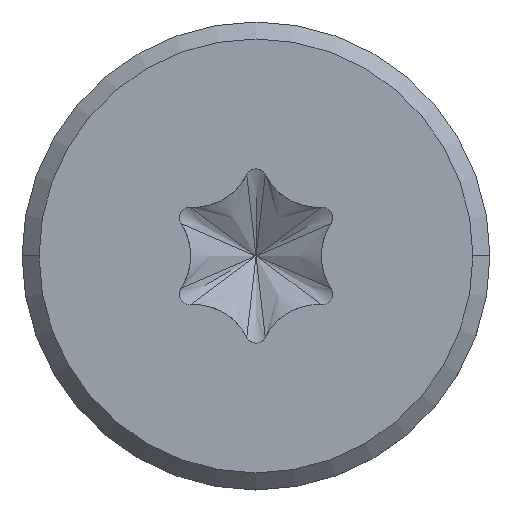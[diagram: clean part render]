
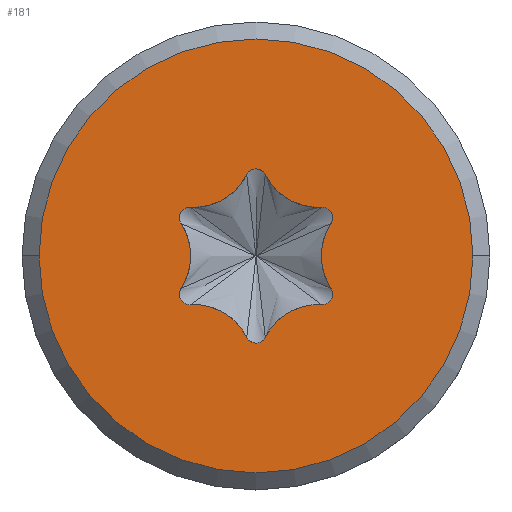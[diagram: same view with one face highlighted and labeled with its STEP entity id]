
A CAD part, top view. The second image highlights one B-rep face of the part: STEP entity #181.
In plain terms, the highlighted planar face has unit normal (0, 0, 1).
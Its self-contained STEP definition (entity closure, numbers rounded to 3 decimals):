
#36=FACE_BOUND('',#369,.T.);
#37=FACE_BOUND('',#370,.T.);
#181=ADVANCED_FACE('',(#36,#37),#221,.F.);
#221=PLANE('',#1630);
#369=EDGE_LOOP('',(#939,#940));
#370=EDGE_LOOP('',(#941,#942,#943,#944,#945,#946,#947,#948,#949,#950,#951,
#952));
#939=ORIENTED_EDGE('',*,*,#1464,.F.);
#940=ORIENTED_EDGE('',*,*,#1462,.T.);
#941=ORIENTED_EDGE('',*,*,#1465,.T.);
#942=ORIENTED_EDGE('',*,*,#1466,.F.);
#943=ORIENTED_EDGE('',*,*,#1467,.T.);
#944=ORIENTED_EDGE('',*,*,#1468,.F.);
#945=ORIENTED_EDGE('',*,*,#1469,.T.);
#946=ORIENTED_EDGE('',*,*,#1470,.F.);
#947=ORIENTED_EDGE('',*,*,#1471,.T.);
#948=ORIENTED_EDGE('',*,*,#1472,.F.);
#949=ORIENTED_EDGE('',*,*,#1473,.T.);
#950=ORIENTED_EDGE('',*,*,#1474,.F.);
#951=ORIENTED_EDGE('',*,*,#1475,.T.);
#952=ORIENTED_EDGE('',*,*,#1476,.F.);
#1264=VERTEX_POINT('',#5147);
#1265=VERTEX_POINT('',#5149);
#1266=VERTEX_POINT('',#5155);
#1267=VERTEX_POINT('',#5156);
#1268=VERTEX_POINT('',#5158);
#1269=VERTEX_POINT('',#5160);
#1270=VERTEX_POINT('',#5162);
#1271=VERTEX_POINT('',#5164);
#1272=VERTEX_POINT('',#5166);
#1273=VERTEX_POINT('',#5168);
#1274=VERTEX_POINT('',#5170);
#1275=VERTEX_POINT('',#5172);
#1276=VERTEX_POINT('',#5174);
#1277=VERTEX_POINT('',#5176);
#1462=EDGE_CURVE('',#1265,#1264,#1536,.T.);
#1464=EDGE_CURVE('',#1265,#1264,#1537,.T.);
#1465=EDGE_CURVE('',#1266,#1267,#1538,.T.);
#1466=EDGE_CURVE('',#1268,#1267,#1539,.T.);
#1467=EDGE_CURVE('',#1268,#1269,#1540,.T.);
#1468=EDGE_CURVE('',#1270,#1269,#1541,.T.);
#1469=EDGE_CURVE('',#1270,#1271,#1542,.T.);
#1470=EDGE_CURVE('',#1272,#1271,#1543,.T.);
#1471=EDGE_CURVE('',#1272,#1273,#1544,.T.);
#1472=EDGE_CURVE('',#1274,#1273,#1545,.T.);
#1473=EDGE_CURVE('',#1274,#1275,#1546,.T.);
#1474=EDGE_CURVE('',#1276,#1275,#1547,.T.);
#1475=EDGE_CURVE('',#1276,#1277,#1548,.T.);
#1476=EDGE_CURVE('',#1266,#1277,#1549,.T.);
#1536=CIRCLE('',#1614,2.55);
#1537=CIRCLE('',#1616,2.55);
#1538=CIRCLE('',#1618,0.696);
#1539=CIRCLE('',#1619,0.122);
#1540=CIRCLE('',#1620,0.696);
#1541=CIRCLE('',#1621,0.122);
#1542=CIRCLE('',#1622,0.696);
#1543=CIRCLE('',#1623,0.122);
#1544=CIRCLE('',#1624,0.696);
#1545=CIRCLE('',#1625,0.122);
#1546=CIRCLE('',#1626,0.696);
#1547=CIRCLE('',#1627,0.122);
#1548=CIRCLE('',#1628,0.696);
#1549=CIRCLE('',#1629,0.122);
#1614=AXIS2_PLACEMENT_3D('',#5148,#1824,#1825);
#1616=AXIS2_PLACEMENT_3D('',#5152,#1829,#1830);
#1618=AXIS2_PLACEMENT_3D('',#5154,#1833,#1834);
#1619=AXIS2_PLACEMENT_3D('',#5157,#1835,#1836);
#1620=AXIS2_PLACEMENT_3D('',#5159,#1837,#1838);
#1621=AXIS2_PLACEMENT_3D('',#5161,#1839,#1840);
#1622=AXIS2_PLACEMENT_3D('',#5163,#1841,#1842);
#1623=AXIS2_PLACEMENT_3D('',#5165,#1843,#1844);
#1624=AXIS2_PLACEMENT_3D('',#5167,#1845,#1846);
#1625=AXIS2_PLACEMENT_3D('',#5169,#1847,#1848);
#1626=AXIS2_PLACEMENT_3D('',#5171,#1849,#1850);
#1627=AXIS2_PLACEMENT_3D('',#5173,#1851,#1852);
#1628=AXIS2_PLACEMENT_3D('',#5175,#1853,#1854);
#1629=AXIS2_PLACEMENT_3D('',#5177,#1855,#1856);
#1630=AXIS2_PLACEMENT_3D('',#5178,#1857,#1858);
#1824=DIRECTION('',(0.,0.,1.));
#1825=DIRECTION('',(-1.,0.,0.));
#1829=DIRECTION('',(0.,0.,-1.));
#1830=DIRECTION('',(-1.,0.,0.));
#1833=DIRECTION('',(0.,0.,1.));
#1834=DIRECTION('',(-0.06,-0.998,0.));
#1835=DIRECTION('',(0.,0.,1.));
#1836=DIRECTION('',(0.894,0.447,0.));
#1837=DIRECTION('',(0.,0.,1.));
#1838=DIRECTION('',(-0.894,-0.447,0.));
#1839=DIRECTION('',(0.,0.,1.));
#1840=DIRECTION('',(0.834,-0.551,0.));
#1841=DIRECTION('',(0.,0.,1.));
#1842=DIRECTION('',(-0.834,0.551,0.));
#1843=DIRECTION('',(0.,0.,1.));
#1844=DIRECTION('',(-0.06,-0.998,0.));
#1845=DIRECTION('',(0.,0.,1.));
#1846=DIRECTION('',(0.06,0.998,0.));
#1847=DIRECTION('',(0.,0.,1.));
#1848=DIRECTION('',(-0.894,-0.447,0.));
#1849=DIRECTION('',(0.,0.,1.));
#1850=DIRECTION('',(0.894,0.447,0.));
#1851=DIRECTION('',(0.,0.,1.));
#1852=DIRECTION('',(-0.834,0.551,0.));
#1853=DIRECTION('',(0.,0.,1.));
#1854=DIRECTION('',(0.834,-0.551,0.));
#1855=DIRECTION('',(0.,0.,1.));
#1856=DIRECTION('',(0.06,0.998,0.));
#1857=DIRECTION('',(0.,0.,-1.));
#1858=DIRECTION('',(-1.,0.,0.));
#5147=CARTESIAN_POINT('',(2.55,0.,0.8));
#5148=CARTESIAN_POINT('',(0.,0.,0.8));
#5149=CARTESIAN_POINT('',(-2.55,0.,0.8));
#5152=CARTESIAN_POINT('',(0.,0.,0.8));
#5154=CARTESIAN_POINT('',(-0.732,1.268,0.8));
#5155=CARTESIAN_POINT('',(-0.774,0.573,0.8));
#5156=CARTESIAN_POINT('',(-0.109,0.957,0.8));
#5157=CARTESIAN_POINT('',(0.,0.902,0.8));
#5158=CARTESIAN_POINT('',(0.109,0.957,0.8));
#5159=CARTESIAN_POINT('',(0.732,1.268,0.8));
#5160=CARTESIAN_POINT('',(0.774,0.573,0.8));
#5161=CARTESIAN_POINT('',(0.781,0.451,0.8));
#5162=CARTESIAN_POINT('',(0.883,0.384,0.8));
#5163=CARTESIAN_POINT('',(1.464,0.,0.8));
#5164=CARTESIAN_POINT('',(0.883,-0.384,0.8));
#5165=CARTESIAN_POINT('',(0.781,-0.451,0.8));
#5166=CARTESIAN_POINT('',(0.774,-0.573,0.8));
#5167=CARTESIAN_POINT('',(0.732,-1.268,0.8));
#5168=CARTESIAN_POINT('',(0.109,-0.957,0.8));
#5169=CARTESIAN_POINT('',(0.,-0.902,0.8));
#5170=CARTESIAN_POINT('',(-0.109,-0.957,0.8));
#5171=CARTESIAN_POINT('',(-0.732,-1.268,0.8));
#5172=CARTESIAN_POINT('',(-0.774,-0.573,0.8));
#5173=CARTESIAN_POINT('',(-0.781,-0.451,0.8));
#5174=CARTESIAN_POINT('',(-0.883,-0.384,0.8));
#5175=CARTESIAN_POINT('',(-1.464,0.,0.8));
#5176=CARTESIAN_POINT('',(-0.883,0.384,0.8));
#5177=CARTESIAN_POINT('',(-0.781,0.451,0.8));
#5178=CARTESIAN_POINT('',(0.,0.,0.8));
